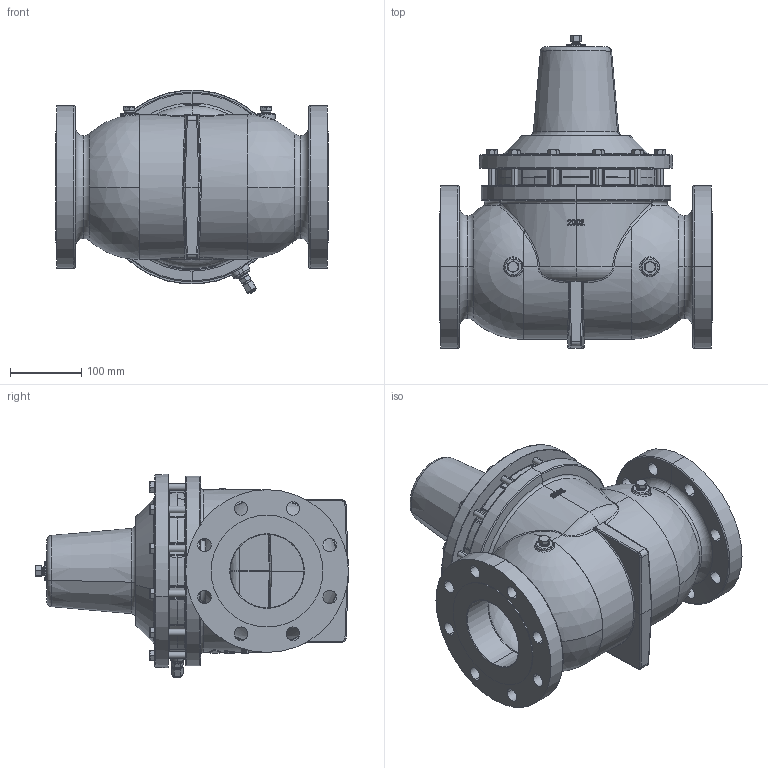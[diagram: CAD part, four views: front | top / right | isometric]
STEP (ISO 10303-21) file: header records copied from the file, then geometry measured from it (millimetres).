
FILE_DESCRIPTION (( 'STEP AP203' ), '1' );
FILE_NAME ('4 INCH 412 FMT 2DA (EMI4).STEP', '2013-12-10T19:51:16', ( 'PCTech' ), ( 'Microsoft' ), 'SwSTEP 2.0', 'SolidWorks 2013', '' );
FILE_SCHEMA (( 'CONFIG_CONTROL_DESIGN' ));
Length unit declared in the file: inch
Products named in the file (1): 4 INCH 412 FMT 2DA (EMI4)
Bounding box: 382.59 x 439.47 x 285.7 mm (x, y, z)
Volume: 10764005.7 mm3; surface area: 896564.7 mm2
Topology: 1 solids, 1 shells, 1657 faces, 4064 edges, 2479 vertices
Faces by surface type: plane 524, bspline 509, cone 250, cylinder 204, torus 97, sphere 73
Entity records: 71702 total; most frequent: CARTESIAN_POINT 37507, ORIENTED_EDGE 8102, DIRECTION 5789, EDGE_CURVE 4051, VERTEX_POINT 2474, AXIS2_PLACEMENT_3D 2316, EDGE_LOOP 1791, ADVANCED_FACE 1657
